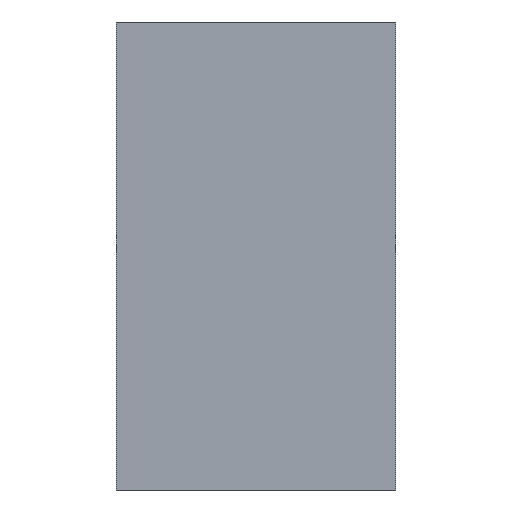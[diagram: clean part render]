
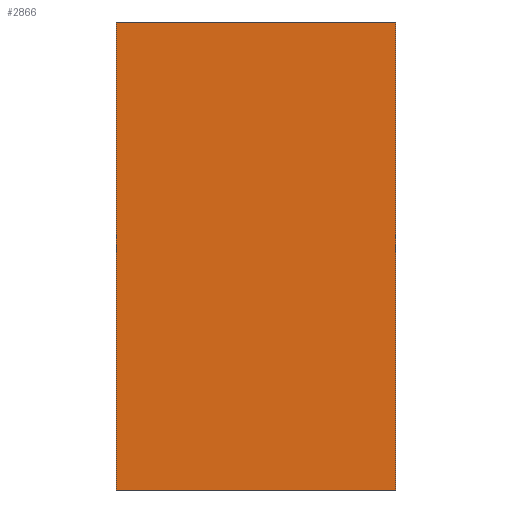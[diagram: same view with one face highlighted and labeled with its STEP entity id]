
A CAD part, front view. The second image highlights one B-rep face of the part: STEP entity #2866.
In plain terms, the highlighted planar face has unit normal (0, -1, 0).
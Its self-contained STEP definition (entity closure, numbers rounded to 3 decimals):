
#279 = CARTESIAN_POINT ( 'NONE',  ( 272., 0., 455. ) ) ;
#363 = ORIENTED_EDGE ( 'NONE', *, *, #1760, .F. ) ;
#523 = DIRECTION ( 'NONE',  ( 0., 0., 1. ) ) ;
#679 = CARTESIAN_POINT ( 'NONE',  ( 272., 0., 455. ) ) ;
#810 = AXIS2_PLACEMENT_3D ( 'NONE', #1963, #1409, #523 ) ;
#860 = VERTEX_POINT ( 'NONE', #2700 ) ;
#1012 = VECTOR ( 'NONE', #2280, 1000. ) ;
#1014 = ORIENTED_EDGE ( 'NONE', *, *, #1826, .T. ) ;
#1030 = VECTOR ( 'NONE', #1787, 1000. ) ;
#1113 = FACE_OUTER_BOUND ( 'NONE', #3039, .T. ) ;
#1298 = CARTESIAN_POINT ( 'NONE',  ( 272., 0., -455. ) ) ;
#1409 = DIRECTION ( 'NONE',  ( 0., 1., 0. ) ) ;
#1539 = ORIENTED_EDGE ( 'NONE', *, *, #1956, .F. ) ;
#1760 = EDGE_CURVE ( 'NONE', #2994, #2458, #2101, .T. ) ;
#1768 = LINE ( 'NONE', #679, #1030 ) ;
#1787 = DIRECTION ( 'NONE',  ( 1., 0., 0. ) ) ;
#1826 = EDGE_CURVE ( 'NONE', #860, #2458, #2881, .T. ) ;
#1956 = EDGE_CURVE ( 'NONE', #3667, #2994, #1768, .T. ) ;
#1963 = CARTESIAN_POINT ( 'NONE',  ( 272., 0., 455. ) ) ;
#1980 = DIRECTION ( 'NONE',  ( 1., 0., 0. ) ) ;
#2062 = VECTOR ( 'NONE', #3557, 1000. ) ;
#2101 = LINE ( 'NONE', #2786, #2062 ) ;
#2119 = VECTOR ( 'NONE', #1980, 1000. ) ;
#2260 = LINE ( 'NONE', #2819, #1012 ) ;
#2280 = DIRECTION ( 'NONE',  ( 0., 0., -1. ) ) ;
#2306 = ORIENTED_EDGE ( 'NONE', *, *, #3504, .T. ) ;
#2458 = VERTEX_POINT ( 'NONE', #1298 ) ;
#2569 = CARTESIAN_POINT ( 'NONE',  ( -272., 0., 455. ) ) ;
#2700 = CARTESIAN_POINT ( 'NONE',  ( -272., 0., -455. ) ) ;
#2786 = CARTESIAN_POINT ( 'NONE',  ( 272., 0., 455. ) ) ;
#2819 = CARTESIAN_POINT ( 'NONE',  ( -272., 0., 455. ) ) ;
#2866 = ADVANCED_FACE ( 'NONE', ( #1113 ), #3409, .F. ) ;
#2881 = LINE ( 'NONE', #3738, #2119 ) ;
#2994 = VERTEX_POINT ( 'NONE', #279 ) ;
#3039 = EDGE_LOOP ( 'NONE', ( #1014, #363, #1539, #2306 ) ) ;
#3409 = PLANE ( 'NONE',  #810 ) ;
#3504 = EDGE_CURVE ( 'NONE', #3667, #860, #2260, .T. ) ;
#3557 = DIRECTION ( 'NONE',  ( 0., 0., -1. ) ) ;
#3667 = VERTEX_POINT ( 'NONE', #2569 ) ;
#3738 = CARTESIAN_POINT ( 'NONE',  ( 272., 0., -455. ) ) ;
